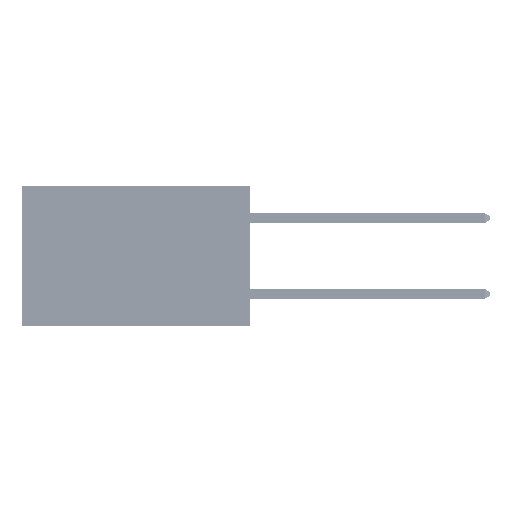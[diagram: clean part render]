
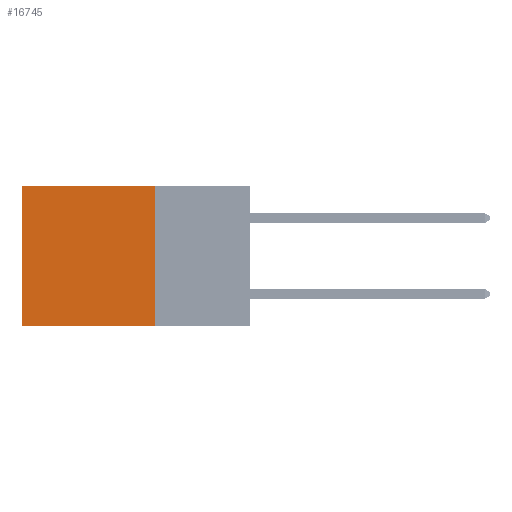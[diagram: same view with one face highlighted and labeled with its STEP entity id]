
A CAD part, left-side view. The second image highlights one B-rep face of the part: STEP entity #16745.
In plain terms, the highlighted planar face has unit normal (-1, 0, 0).
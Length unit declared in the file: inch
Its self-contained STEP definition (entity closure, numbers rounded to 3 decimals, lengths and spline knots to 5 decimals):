
#275 = VERTEX_POINT ( 'NONE', #45562 ) ;
#1270 = CARTESIAN_POINT ( 'NONE',  ( 0.2875, 0.6, 0. ) ) ;
#1409 = LINE ( 'NONE', #1270, #6481 ) ;
#1586 = CARTESIAN_POINT ( 'NONE',  ( 0.2875, 0.6, 0. ) ) ;
#1718 = CARTESIAN_POINT ( 'NONE',  ( 0.2875, 0.25, 0. ) ) ;
#2127 = VECTOR ( 'NONE', #39959, 39.37008 ) ;
#5705 = CARTESIAN_POINT ( 'NONE',  ( 0.2875, 0.25, -0.37 ) ) ;
#6481 = VECTOR ( 'NONE', #33132, 39.37008 ) ;
#13960 = LINE ( 'NONE', #43138, #46241 ) ;
#16080 = EDGE_CURVE ( 'NONE', #275, #27111, #34436, .T. ) ;
#16474 = EDGE_CURVE ( 'NONE', #27111, #34885, #35658, .T. ) ;
#16745 = ADVANCED_FACE ( 'NONE', ( #29959 ), #21549, .F. ) ;
#18582 = DIRECTION ( 'NONE',  ( 0., 1., 0. ) ) ;
#19035 = AXIS2_PLACEMENT_3D ( 'NONE', #1718, #29839, #34074 ) ;
#19522 = EDGE_CURVE ( 'NONE', #275, #48738, #13960, .T. ) ;
#21549 = PLANE ( 'NONE',  #19035 ) ;
#25632 = ORIENTED_EDGE ( 'NONE', *, *, #16080, .F. ) ;
#25960 = ORIENTED_EDGE ( 'NONE', *, *, #19522, .T. ) ;
#27111 = VERTEX_POINT ( 'NONE', #5705 ) ;
#27517 = CARTESIAN_POINT ( 'NONE',  ( 0.2875, 0.6, -0.37 ) ) ;
#29839 = DIRECTION ( 'NONE',  ( 1., 0., 0. ) ) ;
#29862 = CARTESIAN_POINT ( 'NONE',  ( 0.2875, 0.25, 0. ) ) ;
#29959 = FACE_OUTER_BOUND ( 'NONE', #47569, .T. ) ;
#31098 = EDGE_CURVE ( 'NONE', #48738, #34885, #1409, .T. ) ;
#33132 = DIRECTION ( 'NONE',  ( 0., 0., -1. ) ) ;
#33921 = DIRECTION ( 'NONE',  ( 0., 0., -1. ) ) ;
#34074 = DIRECTION ( 'NONE',  ( 0., 0., -1. ) ) ;
#34436 = LINE ( 'NONE', #29862, #43953 ) ;
#34675 = ORIENTED_EDGE ( 'NONE', *, *, #31098, .T. ) ;
#34885 = VERTEX_POINT ( 'NONE', #27517 ) ;
#35658 = LINE ( 'NONE', #47879, #2127 ) ;
#39959 = DIRECTION ( 'NONE',  ( 0., 1., 0. ) ) ;
#41738 = ORIENTED_EDGE ( 'NONE', *, *, #16474, .F. ) ;
#43138 = CARTESIAN_POINT ( 'NONE',  ( 0.2875, 0.25, 0. ) ) ;
#43953 = VECTOR ( 'NONE', #33921, 39.37008 ) ;
#45562 = CARTESIAN_POINT ( 'NONE',  ( 0.2875, 0.25, 0. ) ) ;
#46241 = VECTOR ( 'NONE', #18582, 39.37008 ) ;
#47569 = EDGE_LOOP ( 'NONE', ( #34675, #41738, #25632, #25960 ) ) ;
#47879 = CARTESIAN_POINT ( 'NONE',  ( 0.2875, 0.25, -0.37 ) ) ;
#48738 = VERTEX_POINT ( 'NONE', #1586 ) ;
